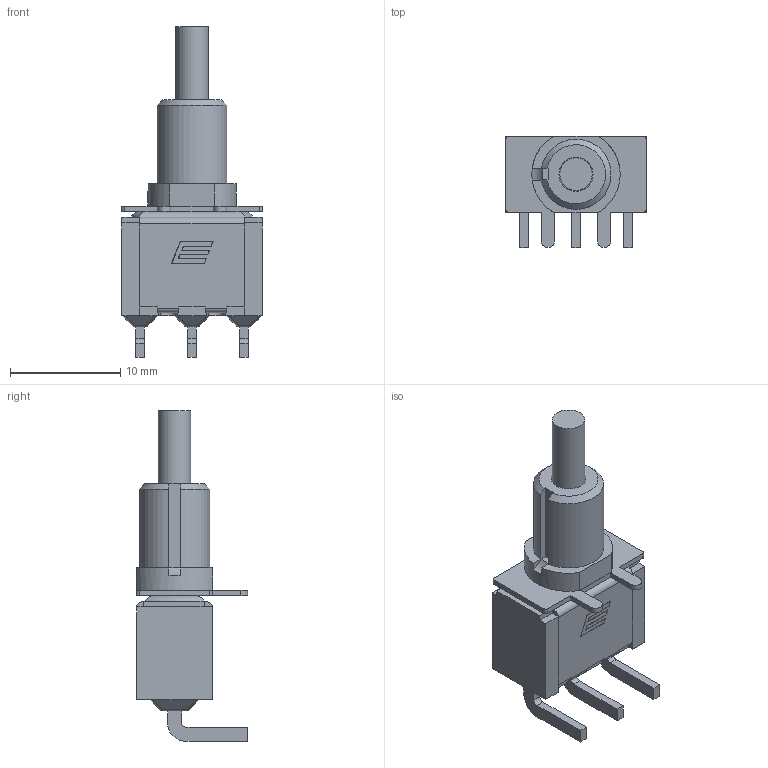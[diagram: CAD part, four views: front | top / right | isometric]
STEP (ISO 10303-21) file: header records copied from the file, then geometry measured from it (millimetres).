
FILE_DESCRIPTION(/* description */ (''),/* implementation_level */ '2;1');
FILE_NAME(/* name */ '700CSP7B70M6xE.stp',/* time_stamp */ '2025-05-16T09:42:49-05:00',/* author */ ('mroman'),/* organization */ (''),/* preprocessor_version */ 'ST-DEVELOPER v18.1',/* originating_system */ 'Autodesk Inventor 2022',/* authorisation */ '');
FILE_SCHEMA (('AUTOMOTIVE_DESIGN { 1 0 10303 214 3 1 1 }'));
Length unit declared in the file: centimetre
Products named in the file (1): 700CSP7B70M6xE
Bounding box: 12.7 x 10.06 x 29.91 mm (x, y, z)
Volume: 1235.9 mm3; surface area: 1194.9 mm2
Topology: 2 solids, 2 shells, 229 faces, 581 edges, 353 vertices
Faces by surface type: plane 160, cylinder 54, sphere 12, torus 2, cone 1
Full cylindrical faces by diameter (mm): 2.946 x1, 3.1 x1
Entity records: 6737 total; most frequent: CARTESIAN_POINT 1198, DIRECTION 1145, ORIENTED_EDGE 1138, EDGE_CURVE 569, LINE 437, VECTOR 437, AXIS2_PLACEMENT_3D 354, VERTEX_POINT 353
